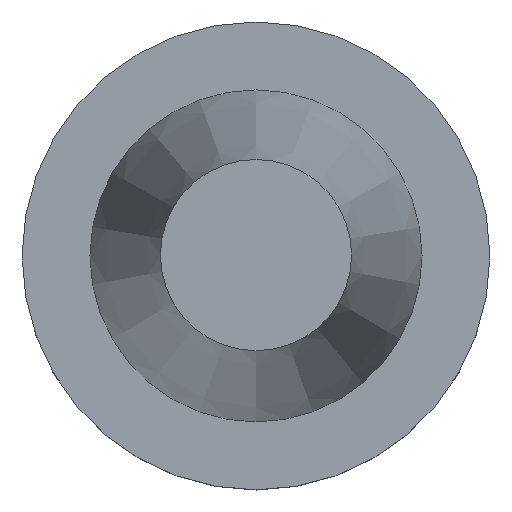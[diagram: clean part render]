
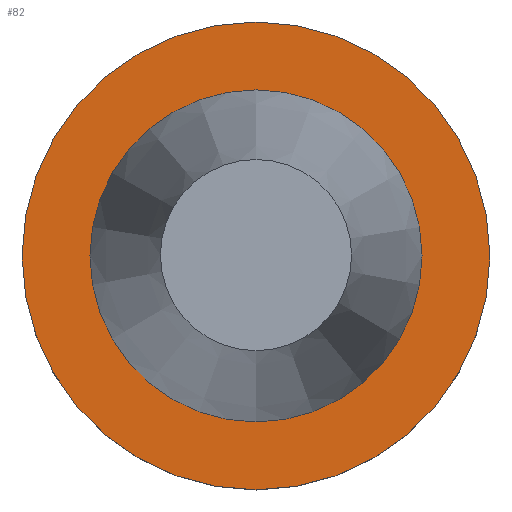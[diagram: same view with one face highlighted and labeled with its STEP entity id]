
A CAD part, top view. The second image highlights one B-rep face of the part: STEP entity #82.
In plain terms, the highlighted planar face has unit normal (0, 0, 1).
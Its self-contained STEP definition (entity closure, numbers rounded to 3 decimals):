
#79=EDGE_CURVE('Unnamed[1]',#197,#197,#198,.T.);
#82=ADVANCED_FACE('Unnamed[1]',(#201,#202),#203,.T.);
#128=EDGE_CURVE('Unnamed[1]',#272,#272,#273,.T.);
#197=VERTEX_POINT('',#354);
#198=CIRCLE('',#355,34.925);
#201=FACE_OUTER_BOUND('',#359,.T.);
#202=FACE_BOUND('',#360,.T.);
#203=PLANE('',#361);
#272=VERTEX_POINT('',#448);
#273=CIRCLE('',#449,49.212);
#354=CARTESIAN_POINT('',(0.,34.925,-1.5));
#355=AXIS2_PLACEMENT_3D('',#525,#526,#527);
#359=EDGE_LOOP('',(#529));
#360=EDGE_LOOP('',(#530));
#361=AXIS2_PLACEMENT_3D('',#531,#532,#533);
#448=CARTESIAN_POINT('',(0.,49.212,-1.5));
#449=AXIS2_PLACEMENT_3D('',#606,#607,#608);
#525=CARTESIAN_POINT('',(0.,0.,-1.5));
#526=DIRECTION('',(0.,0.,-1.0));
#527=DIRECTION('',(0.,1.0,0.));
#529=ORIENTED_EDGE('',*,*,#128,.F.);
#530=ORIENTED_EDGE('',*,*,#79,.T.);
#531=CARTESIAN_POINT('',(0.,42.069,-1.5));
#532=DIRECTION('',(0.,0.,1.0));
#533=DIRECTION('',(0.,-1.0,0.));
#606=CARTESIAN_POINT('',(0.,0.,-1.5));
#607=DIRECTION('',(0.,0.,-1.0));
#608=DIRECTION('',(0.,1.0,0.));
